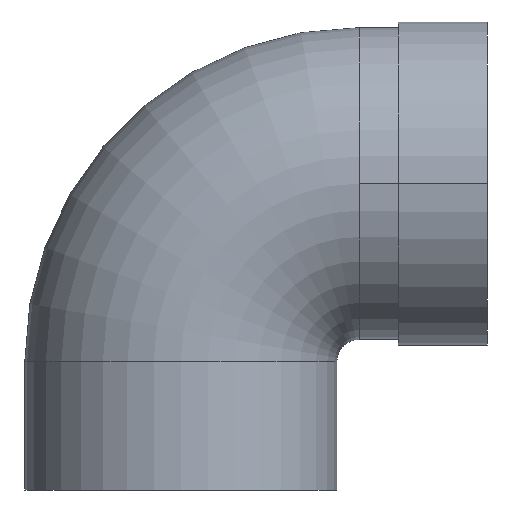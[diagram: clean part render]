
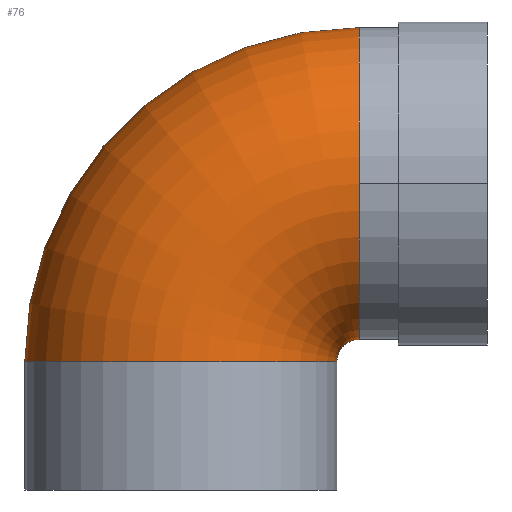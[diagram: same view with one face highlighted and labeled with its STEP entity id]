
A CAD part, front view. The second image highlights one B-rep face of the part: STEP entity #76.
In plain terms, the highlighted toroidal (fillet/blend) face has major radius 16 mm and minor radius 14 mm.
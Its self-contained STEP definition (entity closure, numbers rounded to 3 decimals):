
#76=ADVANCED_FACE('',(#150),#151,.T.);
#150=FACE_OUTER_BOUND('',#218,.T.);
#151=TOROIDAL_SURFACE('',#219,16.0,14.0);
#218=EDGE_LOOP('',(#365,#366,#367,#368,#369));
#219=AXIS2_PLACEMENT_3D('',#370,#371,#372);
#365=ORIENTED_EDGE('',*,*,#391,.T.);
#366=ORIENTED_EDGE('',*,*,#447,.T.);
#367=ORIENTED_EDGE('',*,*,#394,.T.);
#368=ORIENTED_EDGE('',*,*,#444,.T.);
#369=ORIENTED_EDGE('',*,*,#408,.T.);
#370=CARTESIAN_POINT('',(16.0,0.,11.5));
#371=DIRECTION('',(0.0,-1.0,0.0));
#372=DIRECTION('',(0.0,0.0,-1.0));
#391=EDGE_CURVE('',#453,#454,#455,.T.);
#394=EDGE_CURVE('',#460,#458,#461,.T.);
#408=EDGE_CURVE('',#483,#453,#484,.T.);
#444=EDGE_CURVE('',#458,#483,#532,.T.);
#447=EDGE_CURVE('',#454,#460,#535,.T.);
#453=VERTEX_POINT('',#541);
#454=VERTEX_POINT('',#542);
#455=CIRCLE('',#543,30.0);
#458=VERTEX_POINT('',#546);
#460=VERTEX_POINT('',#548);
#461=CIRCLE('',#549,2.0);
#483=VERTEX_POINT('',#770);
#484=CIRCLE('',#771,14.0);
#532=CIRCLE('',#1022,14.0);
#535=CIRCLE('',#1025,14.0);
#541=CARTESIAN_POINT('',(16.0,0.,41.5));
#542=CARTESIAN_POINT('',(-14.0,0.0,11.5));
#543=AXIS2_PLACEMENT_3D('',#1030,#1031,#1032);
#546=CARTESIAN_POINT('',(16.0,0.0,13.5));
#548=CARTESIAN_POINT('',(14.0,0.,11.5));
#549=AXIS2_PLACEMENT_3D('',#1039,#1040,#1041);
#770=CARTESIAN_POINT('',(16.0,-14.0,27.5));
#771=AXIS2_PLACEMENT_3D('',#1057,#1058,#1059);
#1022=AXIS2_PLACEMENT_3D('',#1109,#1110,#1111);
#1025=AXIS2_PLACEMENT_3D('',#1112,#1113,#1114);
#1030=CARTESIAN_POINT('',(16.0,0.,11.5));
#1031=DIRECTION('',(0.0,-1.0,0.0));
#1032=DIRECTION('',(0.0,0.0,-1.0));
#1039=CARTESIAN_POINT('',(16.0,0.,11.5));
#1040=DIRECTION('',(-0.0,1.0,0.0));
#1041=DIRECTION('',(0.0,0.0,-1.0));
#1057=CARTESIAN_POINT('',(16.0,0.,27.5));
#1058=DIRECTION('',(-1.0,0.0,0.0));
#1059=DIRECTION('',(0.0,0.,-1.0));
#1109=CARTESIAN_POINT('',(16.0,0.,27.5));
#1110=DIRECTION('',(-1.0,0.0,0.0));
#1111=DIRECTION('',(0.0,0.,-1.0));
#1112=CARTESIAN_POINT('',(0.0,0.0,11.5));
#1113=DIRECTION('',(0.0,0.0,1.0));
#1114=DIRECTION('',(-1.0,0.0,0.0));
